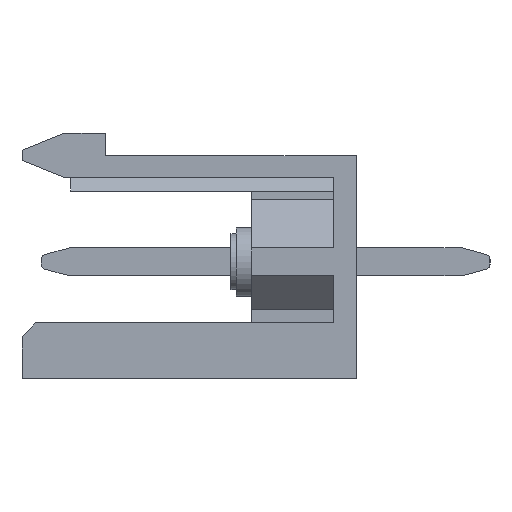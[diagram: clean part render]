
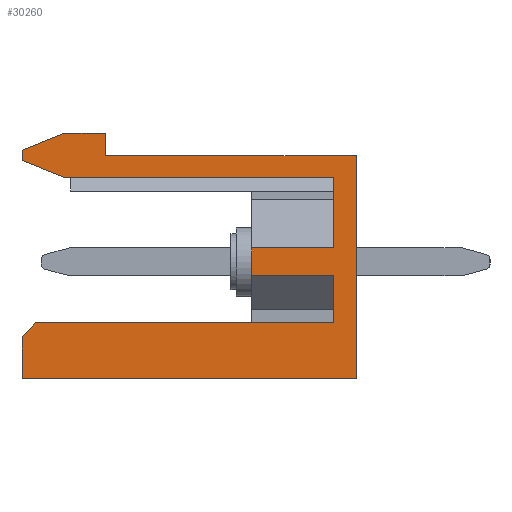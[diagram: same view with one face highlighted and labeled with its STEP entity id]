
A CAD part, left-side view. The second image highlights one B-rep face of the part: STEP entity #30260.
In plain terms, the highlighted planar face has unit normal (-1, 0, 0).
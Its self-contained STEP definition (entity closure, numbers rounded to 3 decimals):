
#111 = VERTEX_POINT ( 'NONE', #2333 ) ;
#399 = VECTOR ( 'NONE', #637, 1000. ) ;
#637 = DIRECTION ( 'NONE',  ( 0., 0., 1. ) ) ;
#675 = LINE ( 'NONE', #8460, #31838 ) ;
#705 = ORIENTED_EDGE ( 'NONE', *, *, #8877, .F. ) ;
#781 = EDGE_CURVE ( 'NONE', #12945, #22666, #27830, .T. ) ;
#934 = DIRECTION ( 'NONE',  ( 0., 0., -1. ) ) ;
#1243 = VERTEX_POINT ( 'NONE', #23070 ) ;
#1327 = LINE ( 'NONE', #1400, #7967 ) ;
#1372 = DIRECTION ( 'NONE',  ( 0., -1., 0. ) ) ;
#1400 = CARTESIAN_POINT ( 'NONE',  ( 0., 10.5, -0.77 ) ) ;
#1409 = CARTESIAN_POINT ( 'NONE',  ( 0., 3.75, -3.31 ) ) ;
#1897 = ORIENTED_EDGE ( 'NONE', *, *, #9124, .F. ) ;
#2040 = VECTOR ( 'NONE', #31788, 1000. ) ;
#2333 = CARTESIAN_POINT ( 'NONE',  ( 0., 12., 0.2 ) ) ;
#2401 = VECTOR ( 'NONE', #18497, 1000. ) ;
#3010 = LINE ( 'NONE', #25717, #29164 ) ;
#3014 = VERTEX_POINT ( 'NONE', #22069 ) ;
#3579 = VECTOR ( 'NONE', #11755, 1000. ) ;
#3707 = EDGE_CURVE ( 'NONE', #31113, #20442, #675, .T. ) ;
#3773 = PLANE ( 'NONE',  #29728 ) ;
#3886 = DIRECTION ( 'NONE',  ( 0., 1., 0. ) ) ;
#4055 = EDGE_CURVE ( 'NONE', #19454, #14076, #3010, .T. ) ;
#4090 = LINE ( 'NONE', #9104, #29489 ) ;
#4369 = VERTEX_POINT ( 'NONE', #20811 ) ;
#4769 = EDGE_CURVE ( 'NONE', #31113, #4369, #6073, .T. ) ;
#5629 = VECTOR ( 'NONE', #10521, 1000. ) ;
#5759 = VECTOR ( 'NONE', #934, 1000. ) ;
#6073 = LINE ( 'NONE', #1409, #19164 ) ;
#6196 = ORIENTED_EDGE ( 'NONE', *, *, #25909, .F. ) ;
#6302 = DIRECTION ( 'NONE',  ( 1., 0., 0. ) ) ;
#6390 = VERTEX_POINT ( 'NONE', #8074 ) ;
#6480 = CARTESIAN_POINT ( 'NONE',  ( 0., 10.5, 0.8 ) ) ;
#6621 = DIRECTION ( 'NONE',  ( 0., 1., 0. ) ) ;
#7007 = LINE ( 'NONE', #20319, #399 ) ;
#7261 = VERTEX_POINT ( 'NONE', #27188 ) ;
#7678 = EDGE_CURVE ( 'NONE', #20442, #8637, #18418, .T. ) ;
#7967 = VECTOR ( 'NONE', #3886, 1000. ) ;
#8074 = CARTESIAN_POINT ( 'NONE',  ( 0., 9.01, 0. ) ) ;
#8329 = LINE ( 'NONE', #14516, #14099 ) ;
#8460 = CARTESIAN_POINT ( 'NONE',  ( 0., 3.75, -3.31 ) ) ;
#8637 = VERTEX_POINT ( 'NONE', #18904 ) ;
#8663 = CARTESIAN_POINT ( 'NONE',  ( 0., 0., 0. ) ) ;
#8804 = DIRECTION ( 'NONE',  ( 0., -1., 0. ) ) ;
#8854 = EDGE_CURVE ( 'NONE', #14076, #111, #8329, .T. ) ;
#8877 = EDGE_CURVE ( 'NONE', #12945, #1243, #13329, .T. ) ;
#8942 = DIRECTION ( 'NONE',  ( 0., -0.928, 0.371 ) ) ;
#9104 = CARTESIAN_POINT ( 'NONE',  ( 0., 0., -8. ) ) ;
#9124 = EDGE_CURVE ( 'NONE', #22150, #7261, #25215, .T. ) ;
#9224 = CARTESIAN_POINT ( 'NONE',  ( 0., 3.75, -4.31 ) ) ;
#9285 = CARTESIAN_POINT ( 'NONE',  ( 0., 0.8, -0.77 ) ) ;
#9419 = LINE ( 'NONE', #9730, #2040 ) ;
#9730 = CARTESIAN_POINT ( 'NONE',  ( 0., 12., -8. ) ) ;
#9802 = EDGE_CURVE ( 'NONE', #1243, #8637, #23240, .T. ) ;
#9907 = CARTESIAN_POINT ( 'NONE',  ( 0., 3.75, -3.31 ) ) ;
#9945 = CARTESIAN_POINT ( 'NONE',  ( 0., 0.8, -0.77 ) ) ;
#9968 = EDGE_CURVE ( 'NONE', #10263, #10790, #30118, .T. ) ;
#10263 = VERTEX_POINT ( 'NONE', #28053 ) ;
#10521 = DIRECTION ( 'NONE',  ( 0., 0., -1. ) ) ;
#10666 = VECTOR ( 'NONE', #8942, 1000. ) ;
#10770 = CARTESIAN_POINT ( 'NONE',  ( 0., 0., 0. ) ) ;
#10790 = VERTEX_POINT ( 'NONE', #10947 ) ;
#10947 = CARTESIAN_POINT ( 'NONE',  ( 0., 9.01, 0.8 ) ) ;
#11186 = ORIENTED_EDGE ( 'NONE', *, *, #12838, .F. ) ;
#11618 = ORIENTED_EDGE ( 'NONE', *, *, #7678, .T. ) ;
#11755 = DIRECTION ( 'NONE',  ( 0., 0., 1. ) ) ;
#12304 = LINE ( 'NONE', #13293, #5759 ) ;
#12384 = ORIENTED_EDGE ( 'NONE', *, *, #9968, .F. ) ;
#12681 = CARTESIAN_POINT ( 'NONE',  ( 0., 12., -0.17 ) ) ;
#12838 = EDGE_CURVE ( 'NONE', #3014, #22666, #9419, .T. ) ;
#12945 = VERTEX_POINT ( 'NONE', #19980 ) ;
#13293 = CARTESIAN_POINT ( 'NONE',  ( 0., 9.01, 0.8 ) ) ;
#13329 = LINE ( 'NONE', #14208, #19094 ) ;
#13771 = LINE ( 'NONE', #6480, #10666 ) ;
#13919 = ORIENTED_EDGE ( 'NONE', *, *, #30857, .F. ) ;
#14076 = VERTEX_POINT ( 'NONE', #12681 ) ;
#14099 = VECTOR ( 'NONE', #14474, 1000. ) ;
#14180 = EDGE_CURVE ( 'NONE', #4369, #30511, #7007, .T. ) ;
#14208 = CARTESIAN_POINT ( 'NONE',  ( 0., 0.8, -6. ) ) ;
#14249 = DIRECTION ( 'NONE',  ( 0., -1., 0. ) ) ;
#14474 = DIRECTION ( 'NONE',  ( 0., 0., 1. ) ) ;
#14516 = CARTESIAN_POINT ( 'NONE',  ( 0., 12., -0.17 ) ) ;
#14519 = EDGE_CURVE ( 'NONE', #6390, #22150, #22371, .T. ) ;
#14601 = DIRECTION ( 'NONE',  ( 0., -1., 0. ) ) ;
#15762 = EDGE_CURVE ( 'NONE', #10790, #6390, #12304, .T. ) ;
#16208 = ORIENTED_EDGE ( 'NONE', *, *, #781, .T. ) ;
#16588 = ORIENTED_EDGE ( 'NONE', *, *, #15762, .F. ) ;
#16999 = ORIENTED_EDGE ( 'NONE', *, *, #4055, .F. ) ;
#18067 = EDGE_CURVE ( 'NONE', #30511, #19454, #1327, .T. ) ;
#18418 = LINE ( 'NONE', #9224, #31407 ) ;
#18497 = DIRECTION ( 'NONE',  ( 0., 0.707, -0.707 ) ) ;
#18904 = CARTESIAN_POINT ( 'NONE',  ( 0., 0.8, -4.31 ) ) ;
#19094 = VECTOR ( 'NONE', #14249, 1000. ) ;
#19164 = VECTOR ( 'NONE', #1372, 1000. ) ;
#19326 = ORIENTED_EDGE ( 'NONE', *, *, #14180, .F. ) ;
#19454 = VERTEX_POINT ( 'NONE', #24500 ) ;
#19980 = CARTESIAN_POINT ( 'NONE',  ( 0., 11.5, -6. ) ) ;
#20319 = CARTESIAN_POINT ( 'NONE',  ( 0., 0.8, -0.77 ) ) ;
#20442 = VERTEX_POINT ( 'NONE', #28810 ) ;
#20811 = CARTESIAN_POINT ( 'NONE',  ( 0., 0.8, -3.31 ) ) ;
#20959 = CARTESIAN_POINT ( 'NONE',  ( 0., 11.5, -6. ) ) ;
#21980 = ORIENTED_EDGE ( 'NONE', *, *, #8854, .F. ) ;
#22069 = CARTESIAN_POINT ( 'NONE',  ( 0., 12., -8. ) ) ;
#22150 = VERTEX_POINT ( 'NONE', #22594 ) ;
#22371 = LINE ( 'NONE', #29248, #28868 ) ;
#22594 = CARTESIAN_POINT ( 'NONE',  ( 0., 0., 0. ) ) ;
#22666 = VERTEX_POINT ( 'NONE', #22671 ) ;
#22671 = CARTESIAN_POINT ( 'NONE',  ( 0., 12., -6.5 ) ) ;
#23070 = CARTESIAN_POINT ( 'NONE',  ( 0., 0.8, -6. ) ) ;
#23150 = ORIENTED_EDGE ( 'NONE', *, *, #3707, .T. ) ;
#23240 = LINE ( 'NONE', #9285, #3579 ) ;
#23470 = DIRECTION ( 'NONE',  ( 0., 0., -1. ) ) ;
#23602 = VECTOR ( 'NONE', #27008, 1000. ) ;
#23802 = DIRECTION ( 'NONE',  ( 0., 0., -1. ) ) ;
#24162 = FACE_OUTER_BOUND ( 'NONE', #29710, .T. ) ;
#24500 = CARTESIAN_POINT ( 'NONE',  ( 0., 10.5, -0.77 ) ) ;
#24709 = ORIENTED_EDGE ( 'NONE', *, *, #9802, .F. ) ;
#25215 = LINE ( 'NONE', #10770, #5629 ) ;
#25717 = CARTESIAN_POINT ( 'NONE',  ( 0., 12., -0.17 ) ) ;
#25909 = EDGE_CURVE ( 'NONE', #7261, #3014, #4090, .T. ) ;
#27008 = DIRECTION ( 'NONE',  ( 0., -1., 0. ) ) ;
#27188 = CARTESIAN_POINT ( 'NONE',  ( 0., 0., -8. ) ) ;
#27390 = ORIENTED_EDGE ( 'NONE', *, *, #4769, .F. ) ;
#27830 = LINE ( 'NONE', #20959, #2401 ) ;
#28053 = CARTESIAN_POINT ( 'NONE',  ( 0., 10.5, 0.8 ) ) ;
#28810 = CARTESIAN_POINT ( 'NONE',  ( 0., 3.75, -4.31 ) ) ;
#28860 = ORIENTED_EDGE ( 'NONE', *, *, #14519, .F. ) ;
#28868 = VECTOR ( 'NONE', #14601, 1000. ) ;
#29164 = VECTOR ( 'NONE', #30415, 1000. ) ;
#29248 = CARTESIAN_POINT ( 'NONE',  ( 0., 9.01, 0. ) ) ;
#29489 = VECTOR ( 'NONE', #6621, 1000. ) ;
#29710 = EDGE_LOOP ( 'NONE', ( #705, #16208, #11186, #6196, #1897, #28860, #16588, #12384, #13919, #21980, #16999, #30032, #19326, #27390, #23150, #11618, #24709 ) ) ;
#29728 = AXIS2_PLACEMENT_3D ( 'NONE', #8663, #6302, #23470 ) ;
#30032 = ORIENTED_EDGE ( 'NONE', *, *, #18067, .F. ) ;
#30118 = LINE ( 'NONE', #31883, #23602 ) ;
#30260 = ADVANCED_FACE ( 'NONE', ( #24162 ), #3773, .F. ) ;
#30415 = DIRECTION ( 'NONE',  ( 0., 0.928, 0.371 ) ) ;
#30511 = VERTEX_POINT ( 'NONE', #9945 ) ;
#30857 = EDGE_CURVE ( 'NONE', #111, #10263, #13771, .T. ) ;
#31113 = VERTEX_POINT ( 'NONE', #9907 ) ;
#31407 = VECTOR ( 'NONE', #8804, 1000. ) ;
#31788 = DIRECTION ( 'NONE',  ( 0., 0., 1. ) ) ;
#31838 = VECTOR ( 'NONE', #23802, 1000. ) ;
#31883 = CARTESIAN_POINT ( 'NONE',  ( 0., 10.5, 0.8 ) ) ;
